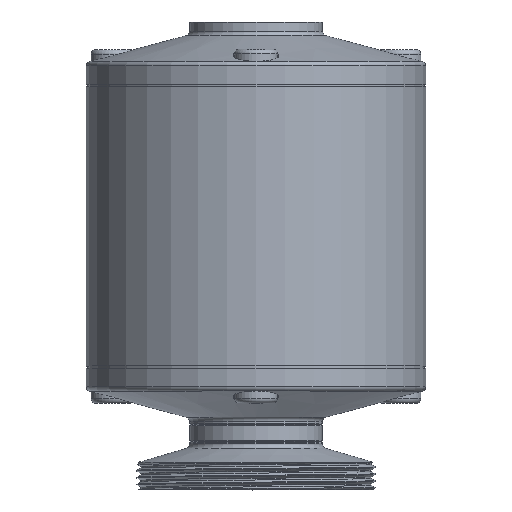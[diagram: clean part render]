
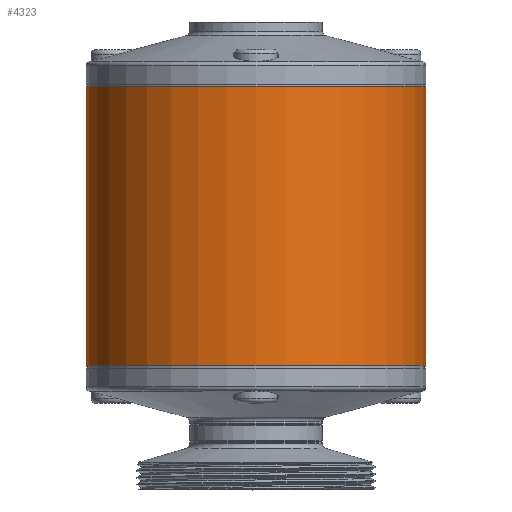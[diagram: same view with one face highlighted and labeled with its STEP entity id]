
A CAD part, top view. The second image highlights one B-rep face of the part: STEP entity #4323.
In plain terms, the highlighted cylindrical face has radius 37 mm (diameter 74 mm), a partial arc.
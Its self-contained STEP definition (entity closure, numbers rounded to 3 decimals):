
#73 = LINE ( 'NONE', #4360, #5132 ) ;
#132 = EDGE_CURVE ( 'NONE', #4375, #4982, #73, .T. ) ;
#133 = VECTOR ( 'NONE', #3613, 1000. ) ;
#687 = LINE ( 'NONE', #2307, #133 ) ;
#698 = CIRCLE ( 'NONE', #2110, 37. ) ;
#702 = CIRCLE ( 'NONE', #4570, 37. ) ;
#914 = CARTESIAN_POINT ( 'NONE',  ( -37., 84.867, 0. ) ) ;
#1068 = ORIENTED_EDGE ( 'NONE', *, *, #3992, .T. ) ;
#1149 = DIRECTION ( 'NONE',  ( 0., 1., 0. ) ) ;
#1478 = AXIS2_PLACEMENT_3D ( 'NONE', #5350, #3246, #3666 ) ;
#1936 = FACE_OUTER_BOUND ( 'NONE', #5014, .T. ) ;
#2067 = VERTEX_POINT ( 'NONE', #4607 ) ;
#2110 = AXIS2_PLACEMENT_3D ( 'NONE', #3072, #3439, #4795 ) ;
#2231 = ORIENTED_EDGE ( 'NONE', *, *, #2706, .F. ) ;
#2307 = CARTESIAN_POINT ( 'NONE',  ( 37., 89.401, 0. ) ) ;
#2497 = CARTESIAN_POINT ( 'NONE',  ( -37., 23.952, 0. ) ) ;
#2642 = ORIENTED_EDGE ( 'NONE', *, *, #4184, .T. ) ;
#2706 = EDGE_CURVE ( 'NONE', #4982, #5358, #702, .T. ) ;
#3072 = CARTESIAN_POINT ( 'NONE',  ( 0., 23.952, 0. ) ) ;
#3246 = DIRECTION ( 'NONE',  ( 0., 1., 0. ) ) ;
#3439 = DIRECTION ( 'NONE',  ( 0., 1., 0. ) ) ;
#3537 = CARTESIAN_POINT ( 'NONE',  ( 37., 84.867, 0. ) ) ;
#3549 = CYLINDRICAL_SURFACE ( 'NONE', #1478, 37. ) ;
#3613 = DIRECTION ( 'NONE',  ( 0., 1., 0. ) ) ;
#3666 = DIRECTION ( 'NONE',  ( -1., 0., 0. ) ) ;
#3934 = DIRECTION ( 'NONE',  ( 0., 1., 0. ) ) ;
#3992 = EDGE_CURVE ( 'NONE', #2067, #5358, #687, .T. ) ;
#4184 = EDGE_CURVE ( 'NONE', #4375, #2067, #698, .T. ) ;
#4323 = ADVANCED_FACE ( 'NONE', ( #1936 ), #3549, .T. ) ;
#4360 = CARTESIAN_POINT ( 'NONE',  ( -37., 89.401, 0. ) ) ;
#4375 = VERTEX_POINT ( 'NONE', #2497 ) ;
#4541 = ORIENTED_EDGE ( 'NONE', *, *, #132, .F. ) ;
#4570 = AXIS2_PLACEMENT_3D ( 'NONE', #5005, #1149, #5450 ) ;
#4607 = CARTESIAN_POINT ( 'NONE',  ( 37., 23.952, 0. ) ) ;
#4795 = DIRECTION ( 'NONE',  ( -1., 0., 0. ) ) ;
#4982 = VERTEX_POINT ( 'NONE', #914 ) ;
#5005 = CARTESIAN_POINT ( 'NONE',  ( 0., 84.867, 0. ) ) ;
#5014 = EDGE_LOOP ( 'NONE', ( #2642, #1068, #2231, #4541 ) ) ;
#5132 = VECTOR ( 'NONE', #3934, 1000. ) ;
#5350 = CARTESIAN_POINT ( 'NONE',  ( 0., 89.401, 0. ) ) ;
#5358 = VERTEX_POINT ( 'NONE', #3537 ) ;
#5450 = DIRECTION ( 'NONE',  ( -1., 0., 0. ) ) ;
